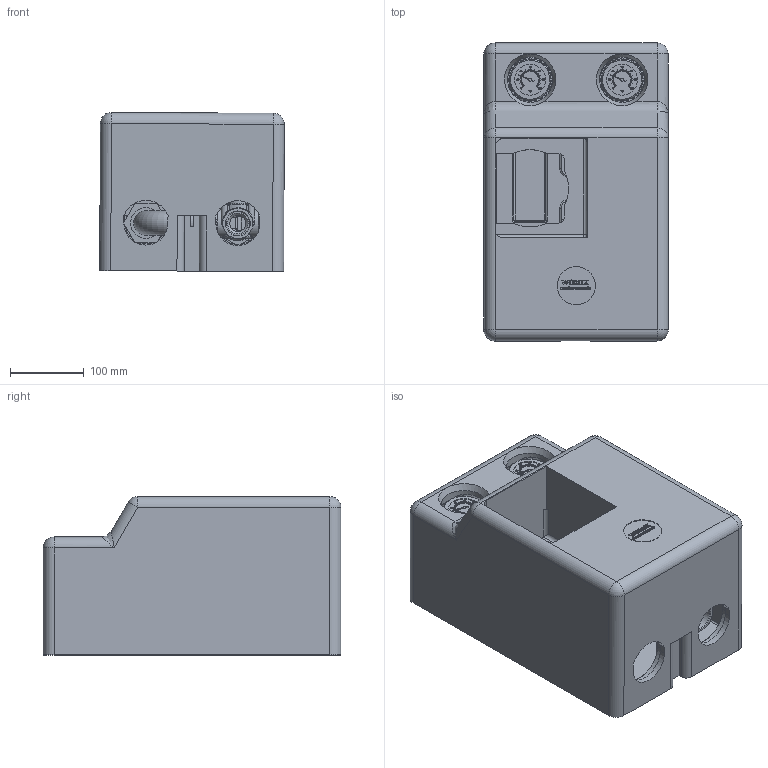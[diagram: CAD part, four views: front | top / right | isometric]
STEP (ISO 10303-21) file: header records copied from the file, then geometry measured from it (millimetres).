
FILE_DESCRIPTION(/* description */ (''),/* implementation_level */ '2;1');
FILE_NAME(/* name */ 'SMR4125-DN25.stp',/* time_stamp */ '2015-11-26T21:37:38+01:00',/* author */ ('ARTUR'),/* organization */ (''),/* preprocessor_version */ 'ST-DEVELOPER v15.6',/* originating_system */ 'Autodesk Inventor 2015',/* authorisation */ '');
FILE_SCHEMA (('CONFIG_CONTROL_DESIGN'));
Products named in the file (1): SMR4125-DN25
Bounding box: 250.91 x 405 x 216.07 mm (x, y, z)
Volume: 9847609.4 mm3; surface area: 1101451.5 mm2
Topology: 1 solids, 18 shells, 3552 faces, 9725 edges, 6272 vertices
Faces by surface type: plane 1984, cylinder 795, bspline 500, cone 115, torus 96, sphere 62
Full cylindrical faces by diameter (mm): 4.134 x1, 4.917 x4, 5 x1, 5.5 x1, 6 x2, 6.5 x4, 8.5 x1, 9 x1, 10 x2, 12 x3, 13 x2, 13.654 x2, 15 x3, 20 x1, 22 x4, 25 x2, 26.549 x1, 28 x2, 29 x1, 30 x2, 32 x4, 33 x5, 35 x3, 35.9 x1, 39 x4, 40 x2, 42 x3, 42.5 x1, 45 x3, 47 x1
Entity records: 119784 total; most frequent: CARTESIAN_POINT 31222, ORIENTED_EDGE 18924, DIRECTION 16351, EDGE_CURVE 9462, LINE 6283, VECTOR 6283, VERTEX_POINT 6220, AXIS2_PLACEMENT_3D 5034
